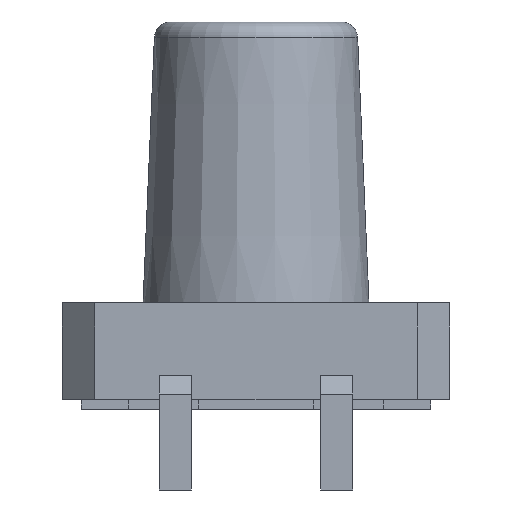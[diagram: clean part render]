
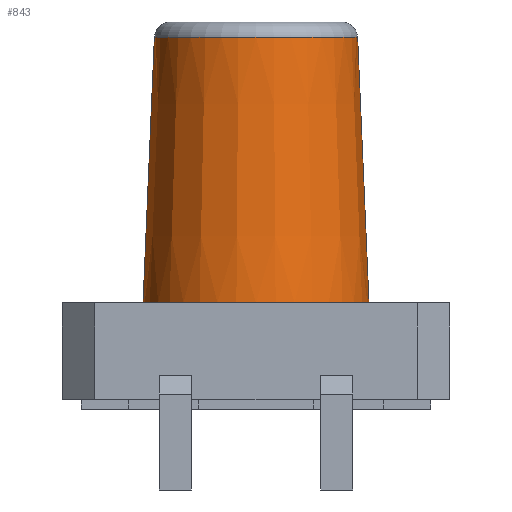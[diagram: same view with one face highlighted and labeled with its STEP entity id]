
A CAD part, left-side view. The second image highlights one B-rep face of the part: STEP entity #843.
In plain terms, the highlighted conical face has half-angle 2.447 degrees and reference radius 3.5 mm.
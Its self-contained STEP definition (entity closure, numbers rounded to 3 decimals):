
#177 = EDGE_LOOP ( 'NONE', ( #3326, #725, #500, #1632 ) ) ;
#335 = VERTEX_POINT ( 'NONE', #801 ) ;
#500 = ORIENTED_EDGE ( 'NONE', *, *, #3480, .T. ) ;
#707 = EDGE_CURVE ( 'NONE', #335, #2734, #3398, .T. ) ;
#725 = ORIENTED_EDGE ( 'NONE', *, *, #4244, .T. ) ;
#801 = CARTESIAN_POINT ( 'NONE',  ( 0., 3.5, 3.3 ) ) ;
#843 = ADVANCED_FACE ( 'NONE', ( #3328 ), #4440, .T. ) ;
#853 = CARTESIAN_POINT ( 'NONE',  ( 0., 0., 11.521 ) ) ;
#949 = AXIS2_PLACEMENT_3D ( 'NONE', #2528, #2915, #2220 ) ;
#1259 = DIRECTION ( 'NONE',  ( 0., 0., -1. ) ) ;
#1291 = DIRECTION ( 'NONE',  ( 0., 0.043, -0.999 ) ) ;
#1304 = AXIS2_PLACEMENT_3D ( 'NONE', #3310, #4546, #1776 ) ;
#1542 = AXIS2_PLACEMENT_3D ( 'NONE', #853, #1259, #3992 ) ;
#1632 = ORIENTED_EDGE ( 'NONE', *, *, #707, .T. ) ;
#1776 = DIRECTION ( 'NONE',  ( 0., 1., 0. ) ) ;
#1871 = CARTESIAN_POINT ( 'NONE',  ( 0., -3.5, 3.3 ) ) ;
#2073 = VECTOR ( 'NONE', #2288, 1000. ) ;
#2220 = DIRECTION ( 'NONE',  ( 0., 1., 0. ) ) ;
#2248 = VERTEX_POINT ( 'NONE', #5084 ) ;
#2288 = DIRECTION ( 'NONE',  ( 0., -0.043, -0.999 ) ) ;
#2528 = CARTESIAN_POINT ( 'NONE',  ( 0., 0., 3.3 ) ) ;
#2638 = VERTEX_POINT ( 'NONE', #4130 ) ;
#2734 = VERTEX_POINT ( 'NONE', #3300 ) ;
#2915 = DIRECTION ( 'NONE',  ( 0., 0., -1. ) ) ;
#2935 = LINE ( 'NONE', #4511, #4553 ) ;
#3012 = EDGE_CURVE ( 'NONE', #2248, #2734, #4428, .T. ) ;
#3300 = CARTESIAN_POINT ( 'NONE',  ( 0., -3.5, 3.3 ) ) ;
#3310 = CARTESIAN_POINT ( 'NONE',  ( 0., 0., 3.3 ) ) ;
#3326 = ORIENTED_EDGE ( 'NONE', *, *, #3012, .F. ) ;
#3328 = FACE_OUTER_BOUND ( 'NONE', #177, .T. ) ;
#3398 = CIRCLE ( 'NONE', #1304, 3.5 ) ;
#3480 = EDGE_CURVE ( 'NONE', #2638, #335, #2935, .T. ) ;
#3992 = DIRECTION ( 'NONE',  ( 0., 1., 0. ) ) ;
#4130 = CARTESIAN_POINT ( 'NONE',  ( 0., 3.149, 11.521 ) ) ;
#4244 = EDGE_CURVE ( 'NONE', #2248, #2638, #4833, .T. ) ;
#4428 = LINE ( 'NONE', #1871, #2073 ) ;
#4440 = CONICAL_SURFACE ( 'NONE', #949, 3.5, 0.043 ) ;
#4511 = CARTESIAN_POINT ( 'NONE',  ( 0., 3.5, 3.3 ) ) ;
#4546 = DIRECTION ( 'NONE',  ( 0., 0., 1. ) ) ;
#4553 = VECTOR ( 'NONE', #1291, 1000. ) ;
#4833 = CIRCLE ( 'NONE', #1542, 3.149 ) ;
#5084 = CARTESIAN_POINT ( 'NONE',  ( 0., -3.149, 11.521 ) ) ;
